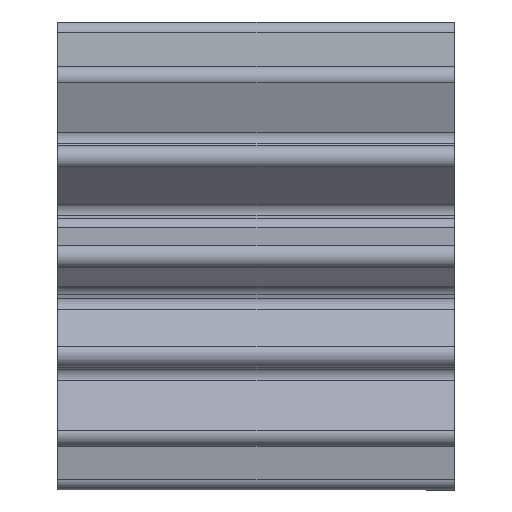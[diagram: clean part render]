
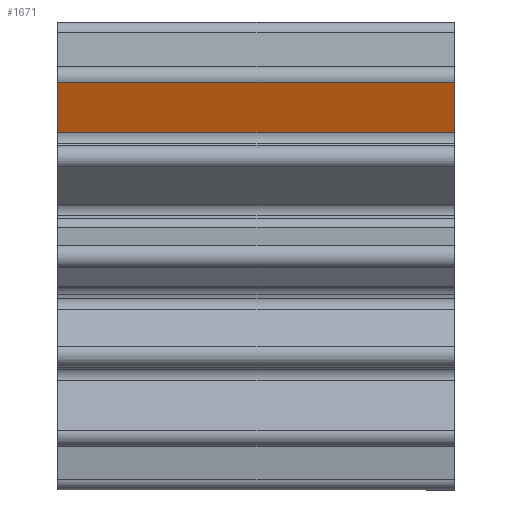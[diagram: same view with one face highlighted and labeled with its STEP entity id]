
A CAD part, top view. The second image highlights one B-rep face of the part: STEP entity #1671.
In plain terms, the highlighted planar face has unit normal (0, -0.319, 0.948).
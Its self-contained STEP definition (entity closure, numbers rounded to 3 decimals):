
#40=PLANE('',#1852);
#107=FACE_OUTER_BOUND('',#194,.T.);
#194=EDGE_LOOP('',(#1284,#1285,#1286,#1287));
#335=LINE('',#2842,#476);
#336=LINE('',#2848,#477);
#342=LINE('',#2865,#483);
#343=LINE('',#2866,#484);
#476=VECTOR('',#2287,10.);
#477=VECTOR('',#2292,0.3);
#483=VECTOR('',#2310,10.);
#484=VECTOR('',#2311,10.);
#753=VERTEX_POINT('',#2835);
#756=VERTEX_POINT('',#2840);
#758=VERTEX_POINT('',#2845);
#759=VERTEX_POINT('',#2847);
#971=EDGE_CURVE('',#756,#753,#335,.T.);
#973=EDGE_CURVE('',#758,#759,#336,.T.);
#982=EDGE_CURVE('',#759,#756,#342,.T.);
#983=EDGE_CURVE('',#753,#758,#343,.T.);
#1284=ORIENTED_EDGE('',*,*,#971,.F.);
#1285=ORIENTED_EDGE('',*,*,#982,.F.);
#1286=ORIENTED_EDGE('',*,*,#973,.F.);
#1287=ORIENTED_EDGE('',*,*,#983,.F.);
#1671=ADVANCED_FACE('',(#107),#40,.T.);
#1852=AXIS2_PLACEMENT_3D('',#2864,#2308,#2309);
#2287=DIRECTION('',(-1.,0.,0.));
#2292=DIRECTION('',(1.,0.,0.));
#2308=DIRECTION('center_axis',(0.,-0.318,
0.948));
#2309=DIRECTION('ref_axis',(0.,0.948,0.318));
#2310=DIRECTION('',(0.,-0.948,-0.318));
#2311=DIRECTION('',(0.,0.948,0.318));
#2835=CARTESIAN_POINT('',(-16.122,3.106,5.194));
#2840=CARTESIAN_POINT('',(-6.122,3.106,5.194));
#2842=CARTESIAN_POINT('',(-11.122,3.106,5.194));
#2845=CARTESIAN_POINT('',(-16.122,4.373,5.62));
#2847=CARTESIAN_POINT('',(-6.122,4.373,5.62));
#2848=CARTESIAN_POINT('',(-11.122,4.373,5.62));
#2864=CARTESIAN_POINT('Origin',(-11.122,2.947,5.141));
#2865=CARTESIAN_POINT('',(-6.122,4.669,5.72));
#2866=CARTESIAN_POINT('',(-16.122,4.669,5.72));
